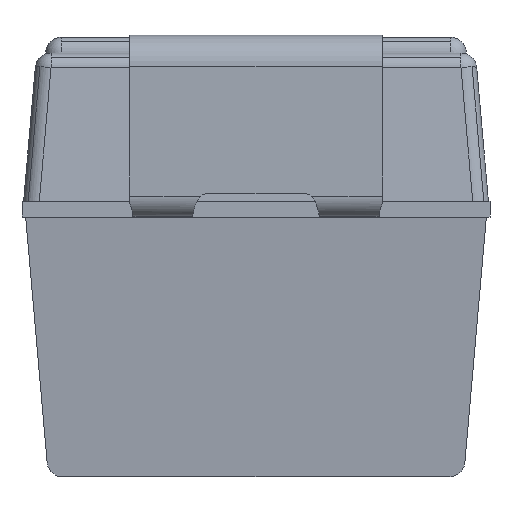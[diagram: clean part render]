
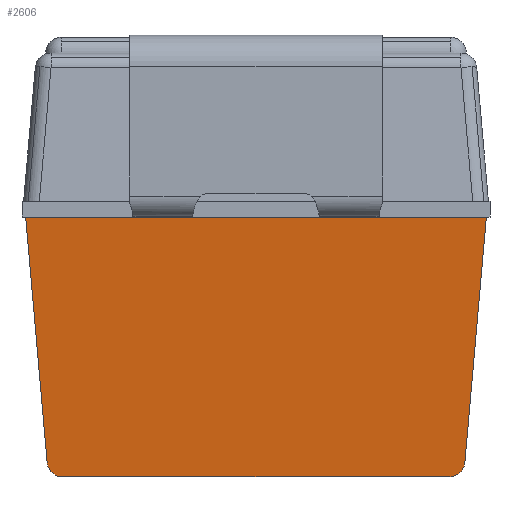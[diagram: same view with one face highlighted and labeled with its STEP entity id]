
A CAD part, front view. The second image highlights one B-rep face of the part: STEP entity #2606.
In plain terms, the highlighted planar face has unit normal (0, -0.996, -0.087).
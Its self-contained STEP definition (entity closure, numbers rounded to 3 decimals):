
#81 = DIRECTION ( 'NONE',  ( 0., -0.996, -0.087 ) ) ;
#135 = CARTESIAN_POINT ( 'NONE',  ( -2.19, -3.309, -2.62 ) ) ;
#142 = CARTESIAN_POINT ( 'NONE',  ( 1.986, -3.321, -2.483 ) ) ;
#166 = DIRECTION ( 'NONE',  ( 1., 0., 0. ) ) ;
#175 = CARTESIAN_POINT ( 'NONE',  ( -1.986, -3.321, -2.483 ) ) ;
#195 = CARTESIAN_POINT ( 'NONE',  ( -2.163, -3.498, -0.454 ) ) ;
#374 =( BOUNDED_CURVE ( )  B_SPLINE_CURVE ( 3, ( #142, #4315, #518, #3537 ),
 .UNSPECIFIED., .F., .F. ) 
 B_SPLINE_CURVE_WITH_KNOTS ( ( 4, 4 ),
 ( 4.8, 5.541 ),
 .UNSPECIFIED. ) 
 CURVE ( )  GEOMETRIC_REPRESENTATION_ITEM ( )  RATIONAL_B_SPLINE_CURVE ( ( 1., 0.955, 0.955, 1. ) ) 
 REPRESENTATION_ITEM ( '' )  );
#398 = CARTESIAN_POINT ( 'NONE',  ( -1.91, -3.31, -2.606 ) ) ;
#426 = CARTESIAN_POINT ( 'NONE',  ( 1.986, -3.321, -2.483 ) ) ;
#431 = CARTESIAN_POINT ( 'NONE',  ( -1.938, -3.312, -2.581 ) ) ;
#518 = CARTESIAN_POINT ( 'NONE',  ( 1.966, -3.315, -2.555 ) ) ;
#590 = CARTESIAN_POINT ( 'NONE',  ( -2.225, -3.525, -0.15 ) ) ;
#698 = VERTEX_POINT ( 'NONE', #4553 ) ;
#776 = DIRECTION ( 'NONE',  ( -0.087, 0.087, -0.992 ) ) ;
#782 = VERTEX_POINT ( 'NONE', #426 ) ;
#829 =( BOUNDED_CURVE ( )  B_SPLINE_CURVE ( 3, ( #3779, #3034, #1904, #4597 ),
 .UNSPECIFIED., .F., .F. ) 
 B_SPLINE_CURVE_WITH_KNOTS ( ( 4, 4 ),
 ( 5.541, 6.283 ),
 .UNSPECIFIED. ) 
 CURVE ( )  GEOMETRIC_REPRESENTATION_ITEM ( )  RATIONAL_B_SPLINE_CURVE ( ( 1., 0.955, 0.955, 1. ) ) 
 REPRESENTATION_ITEM ( '' )  );
#885 = CARTESIAN_POINT ( 'NONE',  ( -1.966, -3.315, -2.555 ) ) ;
#928 = VERTEX_POINT ( 'NONE', #2118 ) ;
#990 = VECTOR ( 'NONE', #3670, 1000. ) ;
#1222 = CARTESIAN_POINT ( 'NONE',  ( -1.874, -3.309, -2.62 ) ) ;
#1224 = ORIENTED_EDGE ( 'NONE', *, *, #4500, .T. ) ;
#1225 = EDGE_CURVE ( 'NONE', #698, #1310, #829, .T. ) ;
#1298 = LINE ( 'NONE', #195, #3950 ) ;
#1300 = FACE_OUTER_BOUND ( 'NONE', #1969, .T. ) ;
#1310 = VERTEX_POINT ( 'NONE', #1561 ) ;
#1440 = ORIENTED_EDGE ( 'NONE', *, *, #4818, .F. ) ;
#1516 = LINE ( 'NONE', #135, #4771 ) ;
#1561 = CARTESIAN_POINT ( 'NONE',  ( 1.836, -3.309, -2.62 ) ) ;
#1572 = CARTESIAN_POINT ( 'NONE',  ( -1.836, -3.309, -2.62 ) ) ;
#1597 = CARTESIAN_POINT ( 'NONE',  ( -1.986, -3.321, -2.483 ) ) ;
#1652 = CARTESIAN_POINT ( 'NONE',  ( -2.19, -3.525, -0.15 ) ) ;
#1670 = VECTOR ( 'NONE', #776, 1000. ) ;
#1904 = CARTESIAN_POINT ( 'NONE',  ( 1.874, -3.309, -2.62 ) ) ;
#1969 = EDGE_LOOP ( 'NONE', ( #1440, #1224, #2263, #3415, #4489, #4876, #2639, #2450 ) ) ;
#2062 = CARTESIAN_POINT ( 'NONE',  ( -2.19, -3.525, -0.15 ) ) ;
#2118 = CARTESIAN_POINT ( 'NONE',  ( -1.938, -3.312, -2.581 ) ) ;
#2129 = CARTESIAN_POINT ( 'NONE',  ( -1.836, -3.309, -2.62 ) ) ;
#2146 =( BOUNDED_CURVE ( )  B_SPLINE_CURVE ( 3, ( #1572, #1222, #398, #431 ),
 .UNSPECIFIED., .F., .F. ) 
 B_SPLINE_CURVE_WITH_KNOTS ( ( 4, 4 ),
 ( 0., 0.742 ),
 .UNSPECIFIED. ) 
 CURVE ( )  GEOMETRIC_REPRESENTATION_ITEM ( )  RATIONAL_B_SPLINE_CURVE ( ( 1., 0.955, 0.955, 1. ) ) 
 REPRESENTATION_ITEM ( '' )  );
#2207 =( BOUNDED_CURVE ( )  B_SPLINE_CURVE ( 3, ( #4716, #885, #3907, #1597 ),
 .UNSPECIFIED., .F., .F. ) 
 B_SPLINE_CURVE_WITH_KNOTS ( ( 4, 4 ),
 ( 0.742, 1.484 ),
 .UNSPECIFIED. ) 
 CURVE ( )  GEOMETRIC_REPRESENTATION_ITEM ( )  RATIONAL_B_SPLINE_CURVE ( ( 1., 0.955, 0.955, 1. ) ) 
 REPRESENTATION_ITEM ( '' )  );
#2263 = ORIENTED_EDGE ( 'NONE', *, *, #1225, .F. ) ;
#2450 = ORIENTED_EDGE ( 'NONE', *, *, #4401, .F. ) ;
#2606 = ADVANCED_FACE ( 'NONE', ( #1300 ), #4739, .T. ) ;
#2639 = ORIENTED_EDGE ( 'NONE', *, *, #2789, .T. ) ;
#2666 = EDGE_CURVE ( 'NONE', #782, #698, #374, .T. ) ;
#2670 = LINE ( 'NONE', #5000, #1670 ) ;
#2784 = EDGE_CURVE ( 'NONE', #4402, #3233, #4968, .T. ) ;
#2789 = EDGE_CURVE ( 'NONE', #4402, #4082, #1298, .T. ) ;
#3034 = CARTESIAN_POINT ( 'NONE',  ( 1.91, -3.31, -2.606 ) ) ;
#3205 = DIRECTION ( 'NONE',  ( 0., 0.087, -0.996 ) ) ;
#3233 = VERTEX_POINT ( 'NONE', #3524 ) ;
#3237 = DIRECTION ( 'NONE',  ( 0.087, 0.087, -0.992 ) ) ;
#3415 = ORIENTED_EDGE ( 'NONE', *, *, #2666, .F. ) ;
#3524 = CARTESIAN_POINT ( 'NONE',  ( 2.19, -3.525, -0.15 ) ) ;
#3537 = CARTESIAN_POINT ( 'NONE',  ( 1.938, -3.312, -2.581 ) ) ;
#3670 = DIRECTION ( 'NONE',  ( 1., 0., 0. ) ) ;
#3779 = CARTESIAN_POINT ( 'NONE',  ( 1.938, -3.312, -2.581 ) ) ;
#3907 = CARTESIAN_POINT ( 'NONE',  ( -1.983, -3.318, -2.521 ) ) ;
#3950 = VECTOR ( 'NONE', #3237, 1000. ) ;
#4082 = VERTEX_POINT ( 'NONE', #175 ) ;
#4315 = CARTESIAN_POINT ( 'NONE',  ( 1.983, -3.318, -2.521 ) ) ;
#4401 = EDGE_CURVE ( 'NONE', #928, #4082, #2207, .T. ) ;
#4402 = VERTEX_POINT ( 'NONE', #1652 ) ;
#4489 = ORIENTED_EDGE ( 'NONE', *, *, #4857, .F. ) ;
#4500 = EDGE_CURVE ( 'NONE', #4657, #1310, #1516, .T. ) ;
#4553 = CARTESIAN_POINT ( 'NONE',  ( 1.938, -3.312, -2.581 ) ) ;
#4556 = AXIS2_PLACEMENT_3D ( 'NONE', #2062, #81, #3205 ) ;
#4597 = CARTESIAN_POINT ( 'NONE',  ( 1.836, -3.309, -2.62 ) ) ;
#4657 = VERTEX_POINT ( 'NONE', #2129 ) ;
#4716 = CARTESIAN_POINT ( 'NONE',  ( -1.938, -3.312, -2.581 ) ) ;
#4739 = PLANE ( 'NONE',  #4556 ) ;
#4771 = VECTOR ( 'NONE', #166, 1000. ) ;
#4818 = EDGE_CURVE ( 'NONE', #4657, #928, #2146, .T. ) ;
#4857 = EDGE_CURVE ( 'NONE', #3233, #782, #2670, .T. ) ;
#4876 = ORIENTED_EDGE ( 'NONE', *, *, #2784, .F. ) ;
#4968 = LINE ( 'NONE', #590, #990 ) ;
#5000 = CARTESIAN_POINT ( 'NONE',  ( 2.173, -3.508, -0.339 ) ) ;
